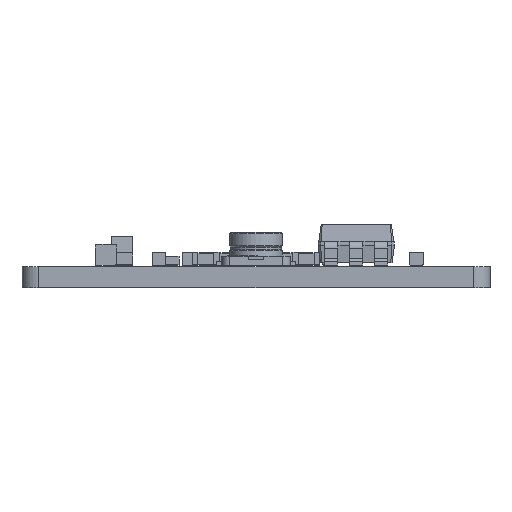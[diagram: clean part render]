
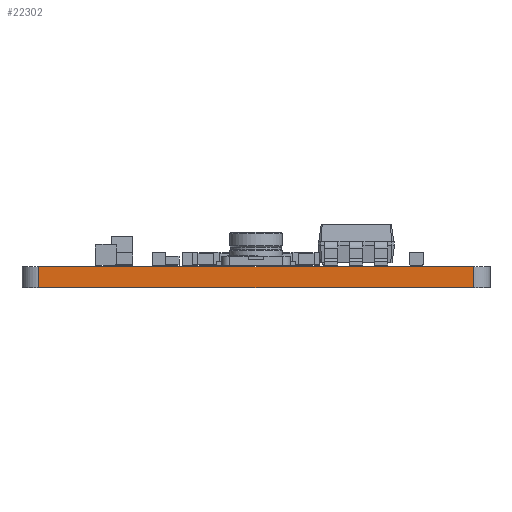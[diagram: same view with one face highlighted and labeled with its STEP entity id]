
A CAD part, front view. The second image highlights one B-rep face of the part: STEP entity #22302.
In plain terms, the highlighted planar face has unit normal (0, -1, 0).
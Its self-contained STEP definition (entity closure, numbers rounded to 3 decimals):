
#22302 = ADVANCED_FACE('',(#22303),#22317,.F.);
#22303 = FACE_BOUND('',#22304,.F.);
#22304 = EDGE_LOOP('',(#22305,#22340,#22368,#22396));
#22305 = ORIENTED_EDGE('',*,*,#22306,.T.);
#22306 = EDGE_CURVE('',#22307,#22309,#22311,.T.);
#22307 = VERTEX_POINT('',#22308);
#22308 = CARTESIAN_POINT('',(-15.875,-1.27,0.));
#22309 = VERTEX_POINT('',#22310);
#22310 = CARTESIAN_POINT('',(-15.875,-1.27,0.8));
#22311 = SURFACE_CURVE('',#22312,(#22316,#22328),.PCURVE_S1.);
#22312 = LINE('',#22313,#22314);
#22313 = CARTESIAN_POINT('',(-15.875,-1.27,0.));
#22314 = VECTOR('',#22315,1.);
#22315 = DIRECTION('',(0.,0.,1.));
#22316 = PCURVE('',#22317,#22322);
#22317 = PLANE('',#22318);
#22318 = AXIS2_PLACEMENT_3D('',#22319,#22320,#22321);
#22319 = CARTESIAN_POINT('',(-15.875,-1.27,0.));
#22320 = DIRECTION('',(0.,1.,0.));
#22321 = DIRECTION('',(1.,0.,0.));
#22322 = DEFINITIONAL_REPRESENTATION('',(#22323),#22327);
#22323 = LINE('',#22324,#22325);
#22324 = CARTESIAN_POINT('',(0.,0.));
#22325 = VECTOR('',#22326,1.);
#22326 = DIRECTION('',(0.,-1.));
#22327 = ( GEOMETRIC_REPRESENTATION_CONTEXT(2) 
PARAMETRIC_REPRESENTATION_CONTEXT() REPRESENTATION_CONTEXT('2D SPACE',''
  ) );
#22328 = PCURVE('',#22329,#22334);
#22329 = CYLINDRICAL_SURFACE('',#22330,0.635);
#22330 = AXIS2_PLACEMENT_3D('',#22331,#22332,#22333);
#22331 = CARTESIAN_POINT('',(-15.875,-0.635,0.));
#22332 = DIRECTION('',(-0.,-0.,-1.));
#22333 = DIRECTION('',(1.,0.,-0.));
#22334 = DEFINITIONAL_REPRESENTATION('',(#22335),#22339);
#22335 = LINE('',#22336,#22337);
#22336 = CARTESIAN_POINT('',(-4.712,0.));
#22337 = VECTOR('',#22338,1.);
#22338 = DIRECTION('',(-0.,-1.));
#22339 = ( GEOMETRIC_REPRESENTATION_CONTEXT(2) 
PARAMETRIC_REPRESENTATION_CONTEXT() REPRESENTATION_CONTEXT('2D SPACE',''
  ) );
#22340 = ORIENTED_EDGE('',*,*,#22341,.T.);
#22341 = EDGE_CURVE('',#22309,#22342,#22344,.T.);
#22342 = VERTEX_POINT('',#22343);
#22343 = CARTESIAN_POINT('',(0.635,-1.27,0.8));
#22344 = SURFACE_CURVE('',#22345,(#22349,#22356),.PCURVE_S1.);
#22345 = LINE('',#22346,#22347);
#22346 = CARTESIAN_POINT('',(-15.875,-1.27,0.8));
#22347 = VECTOR('',#22348,1.);
#22348 = DIRECTION('',(1.,0.,0.));
#22349 = PCURVE('',#22317,#22350);
#22350 = DEFINITIONAL_REPRESENTATION('',(#22351),#22355);
#22351 = LINE('',#22352,#22353);
#22352 = CARTESIAN_POINT('',(0.,-0.8));
#22353 = VECTOR('',#22354,1.);
#22354 = DIRECTION('',(1.,0.));
#22355 = ( GEOMETRIC_REPRESENTATION_CONTEXT(2) 
PARAMETRIC_REPRESENTATION_CONTEXT() REPRESENTATION_CONTEXT('2D SPACE',''
  ) );
#22356 = PCURVE('',#22357,#22362);
#22357 = PLANE('',#22358);
#22358 = AXIS2_PLACEMENT_3D('',#22359,#22360,#22361);
#22359 = CARTESIAN_POINT('',(-7.62,13.97,0.8));
#22360 = DIRECTION('',(0.,0.,1.));
#22361 = DIRECTION('',(1.,0.,-0.));
#22362 = DEFINITIONAL_REPRESENTATION('',(#22363),#22367);
#22363 = LINE('',#22364,#22365);
#22364 = CARTESIAN_POINT('',(-8.255,-15.24));
#22365 = VECTOR('',#22366,1.);
#22366 = DIRECTION('',(1.,0.));
#22367 = ( GEOMETRIC_REPRESENTATION_CONTEXT(2) 
PARAMETRIC_REPRESENTATION_CONTEXT() REPRESENTATION_CONTEXT('2D SPACE',''
  ) );
#22368 = ORIENTED_EDGE('',*,*,#22369,.F.);
#22369 = EDGE_CURVE('',#22370,#22342,#22372,.T.);
#22370 = VERTEX_POINT('',#22371);
#22371 = CARTESIAN_POINT('',(0.635,-1.27,0.));
#22372 = SURFACE_CURVE('',#22373,(#22377,#22384),.PCURVE_S1.);
#22373 = LINE('',#22374,#22375);
#22374 = CARTESIAN_POINT('',(0.635,-1.27,0.));
#22375 = VECTOR('',#22376,1.);
#22376 = DIRECTION('',(0.,0.,1.));
#22377 = PCURVE('',#22317,#22378);
#22378 = DEFINITIONAL_REPRESENTATION('',(#22379),#22383);
#22379 = LINE('',#22380,#22381);
#22380 = CARTESIAN_POINT('',(16.51,0.));
#22381 = VECTOR('',#22382,1.);
#22382 = DIRECTION('',(0.,-1.));
#22383 = ( GEOMETRIC_REPRESENTATION_CONTEXT(2) 
PARAMETRIC_REPRESENTATION_CONTEXT() REPRESENTATION_CONTEXT('2D SPACE',''
  ) );
#22384 = PCURVE('',#22385,#22390);
#22385 = CYLINDRICAL_SURFACE('',#22386,0.635);
#22386 = AXIS2_PLACEMENT_3D('',#22387,#22388,#22389);
#22387 = CARTESIAN_POINT('',(0.635,-0.635,0.));
#22388 = DIRECTION('',(-0.,-0.,-1.));
#22389 = DIRECTION('',(1.,0.,-0.));
#22390 = DEFINITIONAL_REPRESENTATION('',(#22391),#22395);
#22391 = LINE('',#22392,#22393);
#22392 = CARTESIAN_POINT('',(-4.712,0.));
#22393 = VECTOR('',#22394,1.);
#22394 = DIRECTION('',(-0.,-1.));
#22395 = ( GEOMETRIC_REPRESENTATION_CONTEXT(2) 
PARAMETRIC_REPRESENTATION_CONTEXT() REPRESENTATION_CONTEXT('2D SPACE',''
  ) );
#22396 = ORIENTED_EDGE('',*,*,#22397,.F.);
#22397 = EDGE_CURVE('',#22307,#22370,#22398,.T.);
#22398 = SURFACE_CURVE('',#22399,(#22403,#22410),.PCURVE_S1.);
#22399 = LINE('',#22400,#22401);
#22400 = CARTESIAN_POINT('',(-15.875,-1.27,0.));
#22401 = VECTOR('',#22402,1.);
#22402 = DIRECTION('',(1.,0.,0.));
#22403 = PCURVE('',#22317,#22404);
#22404 = DEFINITIONAL_REPRESENTATION('',(#22405),#22409);
#22405 = LINE('',#22406,#22407);
#22406 = CARTESIAN_POINT('',(0.,0.));
#22407 = VECTOR('',#22408,1.);
#22408 = DIRECTION('',(1.,0.));
#22409 = ( GEOMETRIC_REPRESENTATION_CONTEXT(2) 
PARAMETRIC_REPRESENTATION_CONTEXT() REPRESENTATION_CONTEXT('2D SPACE',''
  ) );
#22410 = PCURVE('',#22411,#22416);
#22411 = PLANE('',#22412);
#22412 = AXIS2_PLACEMENT_3D('',#22413,#22414,#22415);
#22413 = CARTESIAN_POINT('',(-7.62,13.97,0.));
#22414 = DIRECTION('',(0.,0.,1.));
#22415 = DIRECTION('',(1.,0.,-0.));
#22416 = DEFINITIONAL_REPRESENTATION('',(#22417),#22421);
#22417 = LINE('',#22418,#22419);
#22418 = CARTESIAN_POINT('',(-8.255,-15.24));
#22419 = VECTOR('',#22420,1.);
#22420 = DIRECTION('',(1.,0.));
#22421 = ( GEOMETRIC_REPRESENTATION_CONTEXT(2) 
PARAMETRIC_REPRESENTATION_CONTEXT() REPRESENTATION_CONTEXT('2D SPACE',''
  ) );
